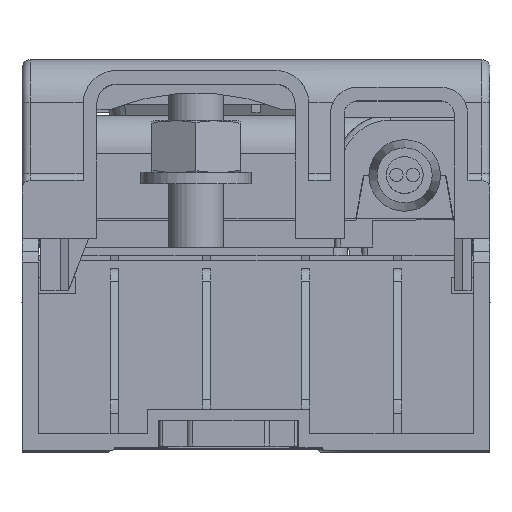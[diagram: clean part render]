
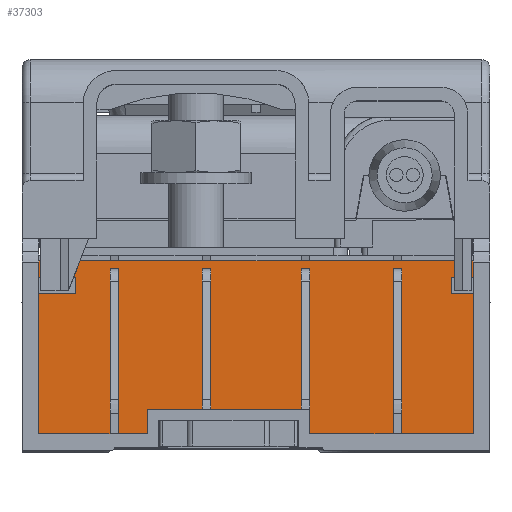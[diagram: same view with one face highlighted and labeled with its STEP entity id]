
A CAD part, top view. The second image highlights one B-rep face of the part: STEP entity #37303.
In plain terms, the highlighted planar face has unit normal (0, 0, 1).
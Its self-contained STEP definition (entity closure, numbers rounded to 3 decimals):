
#1321=FACE_OUTER_BOUND('',#3407,.T.);
#3407=EDGE_LOOP('',(#26018,#26019,#26020,#26021,#26022,#26023,#26024,#26025,
#26026,#26027,#26028,#26029,#26030,#26031,#26032,#26033,#26034,#26035,#26036,
#26037,#26038,#26039,#26040,#26041,#26042,#26043,#26044,#26045,#26046,#26047));
#6125=LINE('',#52735,#10677);
#6157=LINE('',#52809,#10709);
#6255=LINE('',#53005,#10807);
#6259=LINE('',#53013,#10811);
#6267=LINE('',#53033,#10819);
#6271=LINE('',#53040,#10823);
#6888=LINE('',#54521,#11440);
#6918=LINE('',#54588,#11470);
#6921=LINE('',#54594,#11473);
#6922=LINE('',#54596,#11474);
#6923=LINE('',#54598,#11475);
#6924=LINE('',#54599,#11476);
#6925=LINE('',#54601,#11477);
#6926=LINE('',#54603,#11478);
#6927=LINE('',#54604,#11479);
#6928=LINE('',#54606,#11480);
#6929=LINE('',#54608,#11481);
#6930=LINE('',#54609,#11482);
#6931=LINE('',#54610,#11483);
#6932=LINE('',#54612,#11484);
#6933=LINE('',#54614,#11485);
#6934=LINE('',#54615,#11486);
#6935=LINE('',#54617,#11487);
#6936=LINE('',#54619,#11488);
#6937=LINE('',#54620,#11489);
#6938=LINE('',#54622,#11490);
#6939=LINE('',#54624,#11491);
#6940=LINE('',#54626,#11492);
#6941=LINE('',#54628,#11493);
#6942=LINE('',#54629,#11494);
#10677=VECTOR('',#42291,25.5);
#10709=VECTOR('',#42333,3.);
#10807=VECTOR('',#42481,5.25);
#10811=VECTOR('',#42485,13.);
#10819=VECTOR('',#42501,13.);
#10823=VECTOR('',#42505,15.25);
#11440=VECTOR('',#43862,25.5);
#11470=VECTOR('',#43902,3.);
#11473=VECTOR('',#43907,16.5);
#11474=VECTOR('',#43908,25.5);
#11475=VECTOR('',#43909,1.5);
#11476=VECTOR('',#43910,30.);
#11477=VECTOR('',#43911,30.);
#11478=VECTOR('',#43912,1.5);
#11479=VECTOR('',#43913,30.);
#11480=VECTOR('',#43914,4.);
#11481=VECTOR('',#43915,3.);
#11482=VECTOR('',#43916,4.);
#11483=VECTOR('',#43917,79.);
#11484=VECTOR('',#43918,6.8);
#11485=VECTOR('',#43919,3.);
#11486=VECTOR('',#43920,6.8);
#11487=VECTOR('',#43921,30.);
#11488=VECTOR('',#43922,1.5);
#11489=VECTOR('',#43923,30.);
#11490=VECTOR('',#43924,4.5);
#11491=VECTOR('',#43925,10.);
#11492=VECTOR('',#43926,25.5);
#11493=VECTOR('',#43927,1.5);
#11494=VECTOR('',#43928,25.5);
#15235=VERTEX_POINT('',#52732);
#15236=VERTEX_POINT('',#52734);
#15272=VERTEX_POINT('',#52806);
#15273=VERTEX_POINT('',#52808);
#15345=VERTEX_POINT('',#53002);
#15346=VERTEX_POINT('',#53004);
#15349=VERTEX_POINT('',#53010);
#15350=VERTEX_POINT('',#53012);
#15356=VERTEX_POINT('',#53028);
#15358=VERTEX_POINT('',#53032);
#15361=VERTEX_POINT('',#53038);
#15855=VERTEX_POINT('',#54520);
#15886=VERTEX_POINT('',#54586);
#15887=VERTEX_POINT('',#54587);
#15888=VERTEX_POINT('',#54592);
#15889=VERTEX_POINT('',#54593);
#15890=VERTEX_POINT('',#54595);
#15891=VERTEX_POINT('',#54597);
#15892=VERTEX_POINT('',#54600);
#15893=VERTEX_POINT('',#54602);
#15894=VERTEX_POINT('',#54605);
#15895=VERTEX_POINT('',#54607);
#15896=VERTEX_POINT('',#54611);
#15897=VERTEX_POINT('',#54613);
#15898=VERTEX_POINT('',#54616);
#15899=VERTEX_POINT('',#54618);
#15900=VERTEX_POINT('',#54621);
#15901=VERTEX_POINT('',#54623);
#15902=VERTEX_POINT('',#54625);
#15903=VERTEX_POINT('',#54627);
#18871=EDGE_CURVE('',#15236,#15235,#6125,.T.);
#18908=EDGE_CURVE('',#15273,#15272,#6157,.T.);
#19006=EDGE_CURVE('',#15346,#15345,#6255,.T.);
#19010=EDGE_CURVE('',#15350,#15349,#6259,.T.);
#19020=EDGE_CURVE('',#15358,#15236,#6267,.T.);
#19024=EDGE_CURVE('',#15356,#15361,#6271,.T.);
#19750=EDGE_CURVE('',#15350,#15855,#6888,.T.);
#19785=EDGE_CURVE('',#15886,#15887,#6918,.T.);
#19788=EDGE_CURVE('',#15888,#15889,#6921,.T.);
#19789=EDGE_CURVE('',#15888,#15890,#6922,.T.);
#19790=EDGE_CURVE('',#15891,#15890,#6923,.T.);
#19791=EDGE_CURVE('',#15356,#15891,#6924,.T.);
#19792=EDGE_CURVE('',#15361,#15892,#6925,.T.);
#19793=EDGE_CURVE('',#15893,#15892,#6926,.T.);
#19794=EDGE_CURVE('',#15358,#15893,#6927,.T.);
#19795=EDGE_CURVE('',#15235,#15894,#6928,.T.);
#19796=EDGE_CURVE('',#15895,#15894,#6929,.T.);
#19797=EDGE_CURVE('',#15273,#15895,#6930,.T.);
#19798=EDGE_CURVE('',#15887,#15272,#6931,.T.);
#19799=EDGE_CURVE('',#15886,#15896,#6932,.T.);
#19800=EDGE_CURVE('',#15897,#15896,#6933,.T.);
#19801=EDGE_CURVE('',#15855,#15897,#6934,.T.);
#19802=EDGE_CURVE('',#15349,#15898,#6935,.T.);
#19803=EDGE_CURVE('',#15899,#15898,#6936,.T.);
#19804=EDGE_CURVE('',#15346,#15899,#6937,.T.);
#19805=EDGE_CURVE('',#15345,#15900,#6938,.T.);
#19806=EDGE_CURVE('',#15901,#15900,#6939,.T.);
#19807=EDGE_CURVE('',#15901,#15902,#6940,.T.);
#19808=EDGE_CURVE('',#15903,#15902,#6941,.T.);
#19809=EDGE_CURVE('',#15889,#15903,#6942,.T.);
#26018=ORIENTED_EDGE('',*,*,#19788,.F.);
#26019=ORIENTED_EDGE('',*,*,#19789,.T.);
#26020=ORIENTED_EDGE('',*,*,#19790,.F.);
#26021=ORIENTED_EDGE('',*,*,#19791,.F.);
#26022=ORIENTED_EDGE('',*,*,#19024,.T.);
#26023=ORIENTED_EDGE('',*,*,#19792,.T.);
#26024=ORIENTED_EDGE('',*,*,#19793,.F.);
#26025=ORIENTED_EDGE('',*,*,#19794,.F.);
#26026=ORIENTED_EDGE('',*,*,#19020,.T.);
#26027=ORIENTED_EDGE('',*,*,#18871,.T.);
#26028=ORIENTED_EDGE('',*,*,#19795,.T.);
#26029=ORIENTED_EDGE('',*,*,#19796,.F.);
#26030=ORIENTED_EDGE('',*,*,#19797,.F.);
#26031=ORIENTED_EDGE('',*,*,#18908,.T.);
#26032=ORIENTED_EDGE('',*,*,#19798,.F.);
#26033=ORIENTED_EDGE('',*,*,#19785,.F.);
#26034=ORIENTED_EDGE('',*,*,#19799,.T.);
#26035=ORIENTED_EDGE('',*,*,#19800,.F.);
#26036=ORIENTED_EDGE('',*,*,#19801,.F.);
#26037=ORIENTED_EDGE('',*,*,#19750,.F.);
#26038=ORIENTED_EDGE('',*,*,#19010,.T.);
#26039=ORIENTED_EDGE('',*,*,#19802,.T.);
#26040=ORIENTED_EDGE('',*,*,#19803,.F.);
#26041=ORIENTED_EDGE('',*,*,#19804,.F.);
#26042=ORIENTED_EDGE('',*,*,#19006,.T.);
#26043=ORIENTED_EDGE('',*,*,#19805,.T.);
#26044=ORIENTED_EDGE('',*,*,#19806,.F.);
#26045=ORIENTED_EDGE('',*,*,#19807,.T.);
#26046=ORIENTED_EDGE('',*,*,#19808,.F.);
#26047=ORIENTED_EDGE('',*,*,#19809,.F.);
#35649=PLANE('',#39715);
#37303=ADVANCED_FACE('',(#1321),#35649,.T.);
#39715=AXIS2_PLACEMENT_3D('',#54591,#43905,#43906);
#42291=DIRECTION('',(0.,1.,0.));
#42333=DIRECTION('',(0.,1.,0.));
#42481=DIRECTION('',(1.,0.,0.));
#42485=DIRECTION('',(1.,0.,0.));
#42501=DIRECTION('',(1.,0.,0.));
#42505=DIRECTION('',(1.,0.,0.));
#43862=DIRECTION('',(0.,1.,0.));
#43902=DIRECTION('',(0.,1.,0.));
#43905=DIRECTION('center_axis',(0.,0.,1.));
#43906=DIRECTION('ref_axis',(1.,0.,0.));
#43907=DIRECTION('',(-1.,0.,0.));
#43908=DIRECTION('',(0.,1.,0.));
#43909=DIRECTION('',(-1.,0.,0.));
#43910=DIRECTION('',(0.,1.,0.));
#43911=DIRECTION('',(0.,1.,0.));
#43912=DIRECTION('',(-1.,0.,0.));
#43913=DIRECTION('',(0.,1.,0.));
#43914=DIRECTION('',(-1.,0.,0.));
#43915=DIRECTION('',(0.,-1.,0.));
#43916=DIRECTION('',(-1.,0.,0.));
#43917=DIRECTION('',(1.,0.,0.));
#43918=DIRECTION('',(1.,0.,0.));
#43919=DIRECTION('',(0.,1.,0.));
#43920=DIRECTION('',(1.,0.,0.));
#43921=DIRECTION('',(0.,1.,0.));
#43922=DIRECTION('',(-1.,0.,0.));
#43923=DIRECTION('',(0.,1.,0.));
#43924=DIRECTION('',(0.,1.,0.));
#43925=DIRECTION('',(-1.,0.,0.));
#43926=DIRECTION('',(0.,1.,0.));
#43927=DIRECTION('',(-1.,0.,0.));
#43928=DIRECTION('',(0.,1.,0.));
#52732=CARTESIAN_POINT('',(39.5,28.,76.));
#52734=CARTESIAN_POINT('',(39.5,2.5,76.));
#52735=CARTESIAN_POINT('',(39.5,2.5,76.));
#52806=CARTESIAN_POINT('',(39.5,34.,76.));
#52808=CARTESIAN_POINT('',(39.5,31.,76.));
#52809=CARTESIAN_POINT('',(39.5,31.,76.));
#53002=CARTESIAN_POINT('',(-19.75,2.5,76.));
#53004=CARTESIAN_POINT('',(-25.,2.5,76.));
#53005=CARTESIAN_POINT('',(-25.,2.5,76.));
#53010=CARTESIAN_POINT('',(-26.5,2.5,76.));
#53012=CARTESIAN_POINT('',(-39.5,2.5,76.));
#53013=CARTESIAN_POINT('',(-39.5,2.5,76.));
#53028=CARTESIAN_POINT('',(9.75,2.5,76.));
#53032=CARTESIAN_POINT('',(26.5,2.5,76.));
#53033=CARTESIAN_POINT('',(26.5,2.5,76.));
#53038=CARTESIAN_POINT('',(25.,2.5,76.));
#53040=CARTESIAN_POINT('',(9.75,2.5,76.));
#54520=CARTESIAN_POINT('',(-39.5,28.,76.));
#54521=CARTESIAN_POINT('',(-39.5,2.5,76.));
#54586=CARTESIAN_POINT('',(-39.5,31.,76.));
#54587=CARTESIAN_POINT('',(-39.5,34.,76.));
#54588=CARTESIAN_POINT('',(-39.5,31.,76.));
#54591=CARTESIAN_POINT('Origin',(-39.5,2.5,76.));
#54592=CARTESIAN_POINT('',(8.25,7.,76.));
#54593=CARTESIAN_POINT('',(-8.25,7.,76.));
#54594=CARTESIAN_POINT('',(8.25,7.,76.));
#54595=CARTESIAN_POINT('',(8.25,32.5,76.));
#54596=CARTESIAN_POINT('',(8.25,7.,76.));
#54597=CARTESIAN_POINT('',(9.75,32.5,76.));
#54598=CARTESIAN_POINT('',(9.75,32.5,76.));
#54599=CARTESIAN_POINT('',(9.75,2.5,76.));
#54600=CARTESIAN_POINT('',(25.,32.5,76.));
#54601=CARTESIAN_POINT('',(25.,2.5,76.));
#54602=CARTESIAN_POINT('',(26.5,32.5,76.));
#54603=CARTESIAN_POINT('',(26.5,32.5,76.));
#54604=CARTESIAN_POINT('',(26.5,2.5,76.));
#54605=CARTESIAN_POINT('',(35.5,28.,76.));
#54606=CARTESIAN_POINT('',(39.5,28.,76.));
#54607=CARTESIAN_POINT('',(35.5,31.,76.));
#54608=CARTESIAN_POINT('',(35.5,31.,76.));
#54609=CARTESIAN_POINT('',(39.5,31.,76.));
#54610=CARTESIAN_POINT('',(-39.5,34.,76.));
#54611=CARTESIAN_POINT('',(-32.7,31.,76.));
#54612=CARTESIAN_POINT('',(-39.5,31.,76.));
#54613=CARTESIAN_POINT('',(-32.7,28.,76.));
#54614=CARTESIAN_POINT('',(-32.7,28.,76.));
#54615=CARTESIAN_POINT('',(-39.5,28.,76.));
#54616=CARTESIAN_POINT('',(-26.5,32.5,76.));
#54617=CARTESIAN_POINT('',(-26.5,2.5,76.));
#54618=CARTESIAN_POINT('',(-25.,32.5,76.));
#54619=CARTESIAN_POINT('',(-25.,32.5,76.));
#54620=CARTESIAN_POINT('',(-25.,2.5,76.));
#54621=CARTESIAN_POINT('',(-19.75,7.,76.));
#54622=CARTESIAN_POINT('',(-19.75,2.5,76.));
#54623=CARTESIAN_POINT('',(-9.75,7.,76.));
#54624=CARTESIAN_POINT('',(-9.75,7.,76.));
#54625=CARTESIAN_POINT('',(-9.75,32.5,76.));
#54626=CARTESIAN_POINT('',(-9.75,7.,76.));
#54627=CARTESIAN_POINT('',(-8.25,32.5,76.));
#54628=CARTESIAN_POINT('',(-8.25,32.5,76.));
#54629=CARTESIAN_POINT('',(-8.25,7.,76.));
